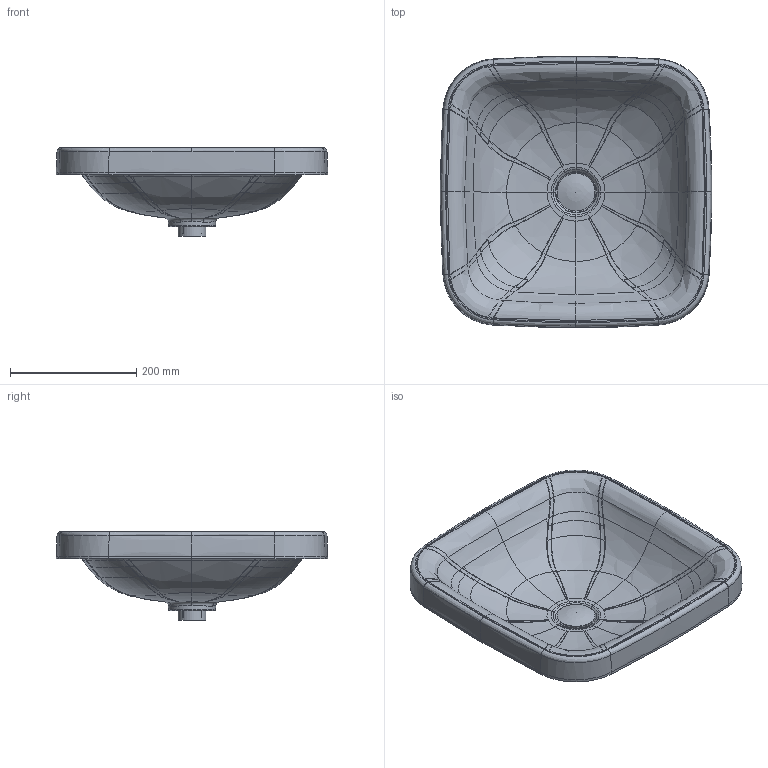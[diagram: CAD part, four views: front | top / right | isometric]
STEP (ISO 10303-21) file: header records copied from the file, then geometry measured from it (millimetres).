
FILE_DESCRIPTION((''),'2;1');
FILE_NAME('037243.stp','2013-05-25T20:20:21',('Administrator'),(''),'Autodesk Inventor 2011','Autodesk Inventor 2011','');
FILE_SCHEMA(('CONFIG_CONTROL_DESIGN'));
Length unit declared in the file: millimetre
Products named in the file (4): 037243; Kelch; Stopfen
Assembly tree (3 placements, depth 2):
  037243
    037243
    Kelch
    Stopfen
Bounding box: 430 x 429.9 x 140.66 mm (x, y, z)
Volume: 3741251.5 mm3; surface area: 504449.7 mm2
Topology: 3 solids, 3 shells, 603 faces, 1346 edges, 748 vertices
Faces by surface type: bspline 499, plane 77, cone 11, cylinder 11, torus 5
Full cylindrical faces by diameter (mm): 42 x1, 44 x1, 60 x1
Entity records: 79945 total; most frequent: CARTESIAN_POINT 69207, ORIENTED_EDGE 2670, EDGE_CURVE 1335, DIRECTION 977, B_SPLINE_CURVE_WITH_KNOTS 890, VERTEX_POINT 745, EDGE_LOOP 614, FACE_OUTER_BOUND 603
